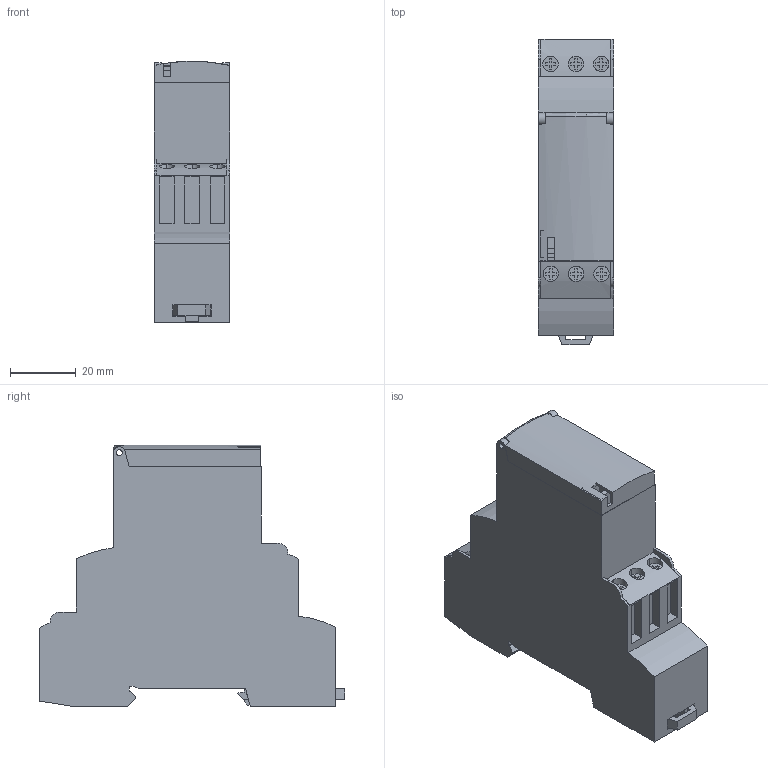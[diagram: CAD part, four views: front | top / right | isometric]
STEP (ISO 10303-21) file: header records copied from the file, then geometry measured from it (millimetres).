
FILE_DESCRIPTION((''),'2;1');
FILE_NAME('RE22R1QCMU-3D','2021-01-15T10:19:14',('SESA231899'),('Schneider-Electric'),'CREO PARAMETRIC BY PTC INC, 2019164','CREO PARAMETRIC BY PTC INC, 2019164','');
FILE_SCHEMA(('AP242_MANAGED_MODEL_BASED_3D_ENGINEERING_MIM_LF { 1 0 10303 442 1 1 4 }'));
Length unit declared in the file: millimetre
Products named in the file (1): RE22R1QCMU-3D
Bounding box: 22.9 x 92.81 x 79.5 mm (x, y, z)
Volume: 111822.3 mm3; surface area: 20304.4 mm2
Topology: 1 solids, 1 shells, 265 faces, 721 edges, 476 vertices
Faces by surface type: plane 232, cylinder 31, torus 1, extrusion 1
Entity records: 36130 total; most frequent: CARTESIAN_POINT 28433, ORIENTED_EDGE 1442, DIRECTION 1375, EDGE_CURVE 721, VECTOR 653, LINE 652, VERTEX_POINT 476, POLYLINE 462
